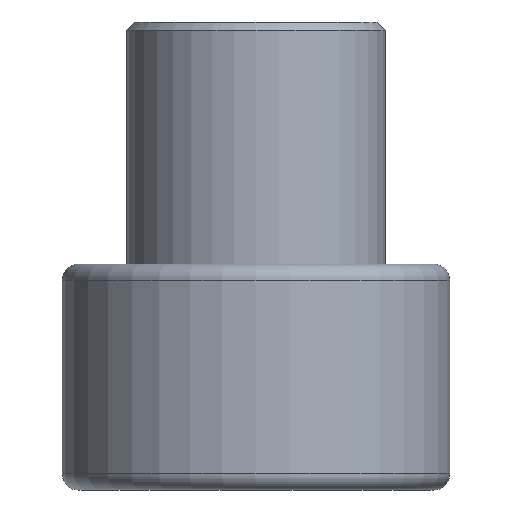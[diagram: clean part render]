
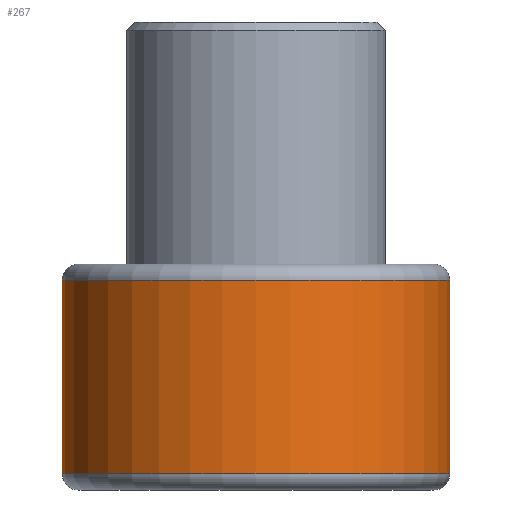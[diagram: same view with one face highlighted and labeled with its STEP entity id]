
A CAD part, front view. The second image highlights one B-rep face of the part: STEP entity #267.
In plain terms, the highlighted cylindrical face has radius 6 mm (diameter 12 mm), a full revolution.
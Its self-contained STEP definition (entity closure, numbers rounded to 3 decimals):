
#68=FACE_OUTER_BOUND('',#87,.T.);
#87=EDGE_LOOP('',(#211,#212,#213,#214,#215));
#105=LINE('',#537,#113);
#113=VECTOR('',#437,6.);
#125=CIRCLE('',#366,6.);
#126=CIRCLE('',#368,6.);
#127=CIRCLE('',#369,6.);
#151=VERTEX_POINT('',#530);
#152=VERTEX_POINT('',#534);
#153=VERTEX_POINT('',#535);
#174=EDGE_CURVE('',#151,#151,#125,.T.);
#175=EDGE_CURVE('',#152,#153,#126,.T.);
#176=EDGE_CURVE('',#152,#151,#105,.T.);
#177=EDGE_CURVE('',#153,#152,#127,.T.);
#211=ORIENTED_EDGE('',*,*,#175,.F.);
#212=ORIENTED_EDGE('',*,*,#176,.T.);
#213=ORIENTED_EDGE('',*,*,#174,.F.);
#214=ORIENTED_EDGE('',*,*,#176,.F.);
#215=ORIENTED_EDGE('',*,*,#177,.F.);
#258=CYLINDRICAL_SURFACE('',#367,6.);
#267=ADVANCED_FACE('',(#68),#258,.T.);
#366=AXIS2_PLACEMENT_3D('',#532,#431,#432);
#367=AXIS2_PLACEMENT_3D('',#533,#433,#434);
#368=AXIS2_PLACEMENT_3D('',#536,#435,#436);
#369=AXIS2_PLACEMENT_3D('',#538,#438,#439);
#431=DIRECTION('center_axis',(0.,0.,-1.));
#432=DIRECTION('ref_axis',(-1.,0.,0.));
#433=DIRECTION('center_axis',(0.,0.,1.));
#434=DIRECTION('ref_axis',(-1.,0.,0.));
#435=DIRECTION('center_axis',(0.,0.,1.));
#436=DIRECTION('ref_axis',(-1.,0.,0.));
#437=DIRECTION('',(0.,0.,-1.));
#438=DIRECTION('center_axis',(0.,0.,1.));
#439=DIRECTION('ref_axis',(-1.,0.,0.));
#530=CARTESIAN_POINT('',(6.,0.,-3.));
#532=CARTESIAN_POINT('Origin',(0.,0.,-3.));
#533=CARTESIAN_POINT('Origin',(0.,0.,0.));
#534=CARTESIAN_POINT('',(6.,0.,3.));
#535=CARTESIAN_POINT('',(-6.,0.,3.));
#536=CARTESIAN_POINT('Origin',(0.,0.,3.));
#537=CARTESIAN_POINT('',(6.,0.,0.));
#538=CARTESIAN_POINT('Origin',(0.,0.,3.));
